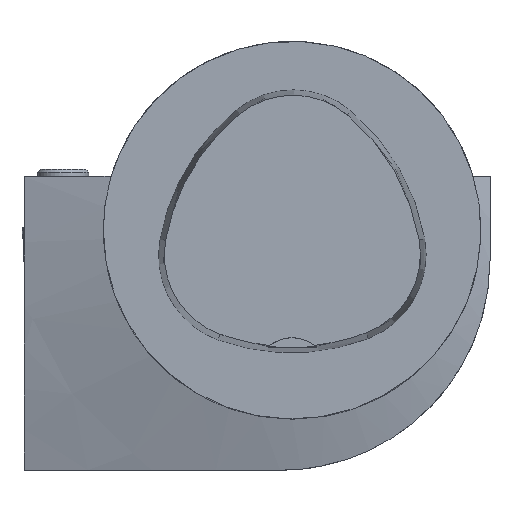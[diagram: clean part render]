
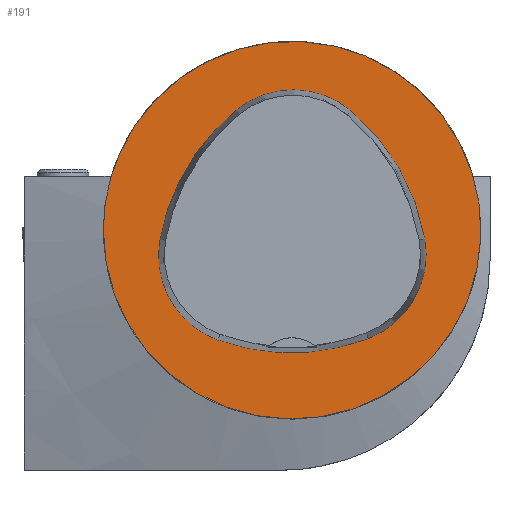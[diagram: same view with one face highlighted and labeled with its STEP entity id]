
A CAD part, top view. The second image highlights one B-rep face of the part: STEP entity #191.
In plain terms, the highlighted planar face has unit normal (0, 0, 1).
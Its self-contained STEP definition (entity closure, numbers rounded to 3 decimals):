
#96=FACE_BOUND('',#393,.T.);
#97=FACE_BOUND('',#394,.T.);
#191=ADVANCED_FACE('',(#96,#97),#248,.T.);
#248=PLANE('',#1602);
#393=EDGE_LOOP('',(#761,#762,#763,#764,#765,#766));
#394=EDGE_LOOP('',(#767));
#448=CIRCLE('',#1573,31.5);
#449=CIRCLE('',#1580,36.);
#451=CIRCLE('',#1583,15.);
#453=CIRCLE('',#1586,36.);
#455=CIRCLE('',#1589,15.);
#459=CIRCLE('',#1594,36.);
#461=CIRCLE('',#1597,15.);
#761=ORIENTED_EDGE('',*,*,#1173,.T.);
#762=ORIENTED_EDGE('',*,*,#1153,.T.);
#763=ORIENTED_EDGE('',*,*,#1157,.T.);
#764=ORIENTED_EDGE('',*,*,#1160,.T.);
#765=ORIENTED_EDGE('',*,*,#1163,.T.);
#766=ORIENTED_EDGE('',*,*,#1171,.T.);
#767=ORIENTED_EDGE('',*,*,#1141,.F.);
#976=VERTEX_POINT('',#2418);
#987=VERTEX_POINT('',#2459);
#988=VERTEX_POINT('',#2460);
#991=VERTEX_POINT('',#2468);
#993=VERTEX_POINT('',#2474);
#995=VERTEX_POINT('',#2480);
#1002=VERTEX_POINT('',#2501);
#1141=EDGE_CURVE('',#976,#976,#448,.T.);
#1153=EDGE_CURVE('',#987,#988,#449,.T.);
#1157=EDGE_CURVE('',#988,#991,#451,.T.);
#1160=EDGE_CURVE('',#991,#993,#453,.T.);
#1163=EDGE_CURVE('',#993,#995,#455,.T.);
#1171=EDGE_CURVE('',#995,#1002,#459,.T.);
#1173=EDGE_CURVE('',#1002,#987,#461,.T.);
#1573=AXIS2_PLACEMENT_3D('',#2417,#1883,#1884);
#1580=AXIS2_PLACEMENT_3D('',#2458,#1901,#1902);
#1583=AXIS2_PLACEMENT_3D('',#2467,#1909,#1910);
#1586=AXIS2_PLACEMENT_3D('',#2473,#1916,#1917);
#1589=AXIS2_PLACEMENT_3D('',#2479,#1923,#1924);
#1594=AXIS2_PLACEMENT_3D('',#2502,#1935,#1936);
#1597=AXIS2_PLACEMENT_3D('',#2505,#1941,#1942);
#1602=AXIS2_PLACEMENT_3D('',#2510,#1951,#1952);
#1883=DIRECTION('',(0.,0.,-1.));
#1884=DIRECTION('',(-1.,0.,0.));
#1901=DIRECTION('',(0.,0.,-1.));
#1902=DIRECTION('',(-1.,0.,0.));
#1909=DIRECTION('',(0.,0.,-1.));
#1910=DIRECTION('',(-1.,0.,0.));
#1916=DIRECTION('',(0.,0.,-1.));
#1917=DIRECTION('',(-1.,0.,0.));
#1923=DIRECTION('',(0.,0.,-1.));
#1924=DIRECTION('',(-1.,0.,0.));
#1935=DIRECTION('',(0.,0.,-1.));
#1936=DIRECTION('',(-1.,0.,0.));
#1941=DIRECTION('',(0.,0.,-1.));
#1942=DIRECTION('',(-1.,0.,0.));
#1951=DIRECTION('',(0.,0.,1.));
#1952=DIRECTION('',(1.,0.,0.));
#2417=CARTESIAN_POINT('',(0.,0.,0.));
#2418=CARTESIAN_POINT('',(-31.5,0.,0.));
#2458=CARTESIAN_POINT('',(13.398,-7.893,0.));
#2459=CARTESIAN_POINT('',(-22.041,-1.562,0.));
#2460=CARTESIAN_POINT('',(-9.317,20.036,0.));
#2467=CARTESIAN_POINT('',(0.148,8.399,0.));
#2468=CARTESIAN_POINT('',(9.779,19.898,0.));
#2473=CARTESIAN_POINT('',(-13.337,-7.7,0.));
#2474=CARTESIAN_POINT('',(22.122,-1.48,0.));
#2479=CARTESIAN_POINT('',(7.347,-4.071,0.));
#2480=CARTESIAN_POINT('',(12.693,-18.087,0.));
#2501=CARTESIAN_POINT('',(-12.373,-18.307,0.));
#2502=CARTESIAN_POINT('',(-0.137,15.55,0.));
#2505=CARTESIAN_POINT('',(-7.275,-4.2,0.));
#2510=CARTESIAN_POINT('',(0.,0.,0.));
